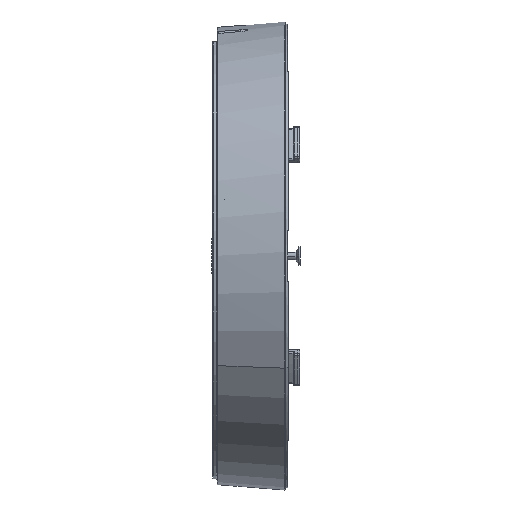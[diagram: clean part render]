
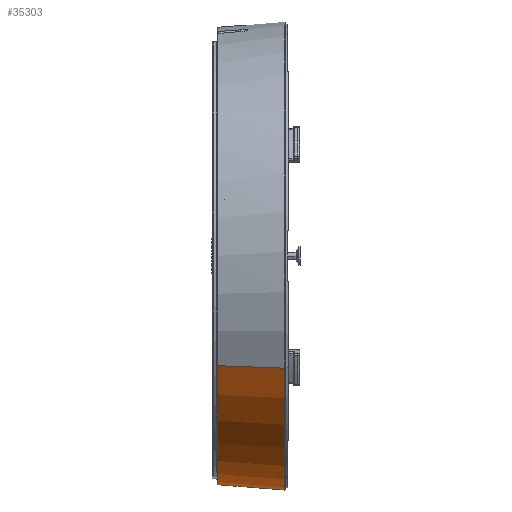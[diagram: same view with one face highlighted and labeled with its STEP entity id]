
A CAD part, front view. The second image highlights one B-rep face of the part: STEP entity #35303.
In plain terms, the highlighted conical face has half-angle 4.5 degrees and reference radius 62 mm.
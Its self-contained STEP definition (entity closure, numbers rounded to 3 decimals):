
#34133=CARTESIAN_POINT('Vertex',(0.184,0.,-62.015)) ;
#34150=CARTESIAN_POINT('Axis2P3D Location',(0.184,0.,0.)) ;
#34154=CARTESIAN_POINT('Vertex',(0.184,-54.423,-29.731)) ;
#35191=CARTESIAN_POINT('Axis2P3D Location',(0.,0.,0.)) ;
#35207=CARTESIAN_POINT('Vertex',(18.288,0.,-63.439)) ;
#35210=CARTESIAN_POINT('Line Origine',(9.217,0.,-62.725)) ;
#35222=CARTESIAN_POINT('Line Origine',(9.217,-55.047,-30.072)) ;
#35226=CARTESIAN_POINT('Vertex',(18.288,-55.673,-30.414)) ;
#35292=CARTESIAN_POINT('Axis2P3D Location',(18.288,0.,0.)) ;
#34151=DIRECTION('Axis2P3D Direction',(1.,0.,-0.)) ;
#35192=DIRECTION('Axis2P3D Direction',(1.,0.,0.)) ;
#35193=DIRECTION('Axis2P3D XDirection',(0.,0.,-1.)) ;
#35211=DIRECTION('Vector Direction',(0.997,0.,-0.078)) ;
#35223=DIRECTION('Vector Direction',(0.997,-0.069,-0.038)) ;
#35293=DIRECTION('Axis2P3D Direction',(1.,0.,0.)) ;
#34152=AXIS2_PLACEMENT_3D('Circle Axis2P3D',#34150,#34151,$) ;
#35194=AXIS2_PLACEMENT_3D('Cone Axis2P3D',#35191,#35192,#35193) ;
#35294=AXIS2_PLACEMENT_3D('Circle Axis2P3D',#35292,#35293,$) ;
#35298=ORIENTED_EDGE('',*,*,#35214,.T.) ;
#35299=ORIENTED_EDGE('',*,*,#35296,.F.) ;
#35300=ORIENTED_EDGE('',*,*,#35228,.T.) ;
#35301=ORIENTED_EDGE('',*,*,#34156,.T.) ;
#35212=VECTOR('Line Direction',#35211,1.) ;
#35224=VECTOR('Line Direction',#35223,1.) ;
#35303=ADVANCED_FACE('Body.2',(#35302),#35195,.T.) ;
#34153=CIRCLE('generated circle',#34152,62.015) ;
#35295=CIRCLE('generated circle',#35294,63.439) ;
#35195=CONICAL_SURFACE('Cone',#35194,62.,0.079) ;
#34156=EDGE_CURVE('',#34155,#34134,#34153,.T.) ;
#35214=EDGE_CURVE('',#34134,#35208,#35213,.T.) ;
#35228=EDGE_CURVE('',#35227,#34155,#35225,.F.) ;
#35296=EDGE_CURVE('',#35227,#35208,#35295,.T.) ;
#35297=EDGE_LOOP('',(#35298,#35299,#35300,#35301)) ;
#35302=FACE_OUTER_BOUND('',#35297,.T.) ;
#35213=LINE('Line',#35210,#35212) ;
#35225=LINE('Line',#35222,#35224) ;
#34134=VERTEX_POINT('',#34133) ;
#34155=VERTEX_POINT('',#34154) ;
#35208=VERTEX_POINT('',#35207) ;
#35227=VERTEX_POINT('',#35226) ;
